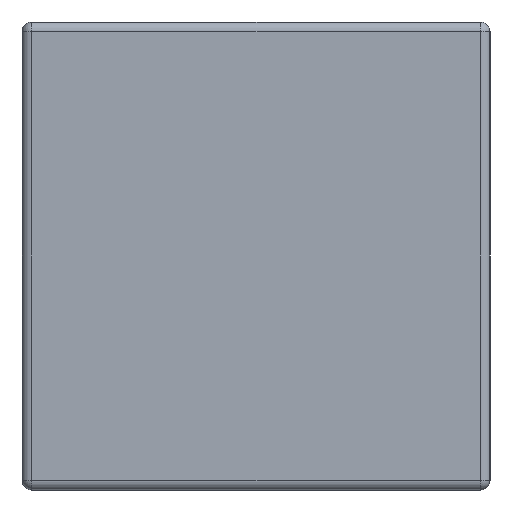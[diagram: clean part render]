
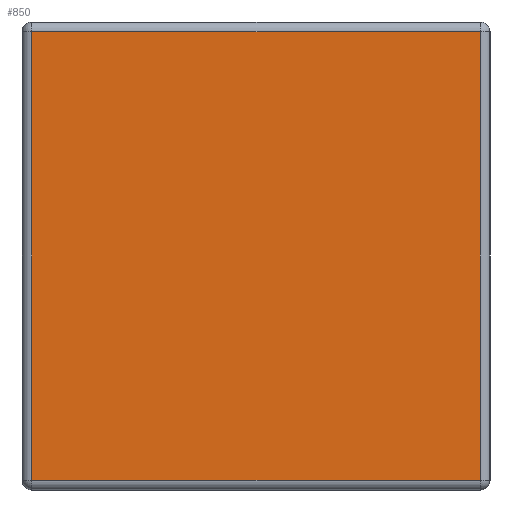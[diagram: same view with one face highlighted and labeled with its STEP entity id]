
A CAD part, left-side view. The second image highlights one B-rep face of the part: STEP entity #850.
In plain terms, the highlighted planar face has unit normal (-1, 0, 0).
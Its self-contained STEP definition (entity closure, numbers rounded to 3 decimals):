
#850=ADVANCED_FACE('NONE',(#851),#885,.T.);
#851=FACE_BOUND('NONE',#852,.T.);
#852=EDGE_LOOP('',(#853,#863,#871,#879));
#853=ORIENTED_EDGE('',*,*,#854,.T.);
#854=EDGE_CURVE('NONE',#855,#857,#859,.T.);
#855=VERTEX_POINT('NONE',#856);
#856=CARTESIAN_POINT('',(0.0,0.539,-0.539));
#857=VERTEX_POINT('NONE',#858);
#858=CARTESIAN_POINT('',(0.0,0.011,-0.539));
#859=LINE('',#860,#861);
#860=CARTESIAN_POINT('',(0.0,0.0,-0.539));
#861=VECTOR('',#862,1.0);
#862=DIRECTION('',(0.0,-1.0,0.0));
#863=ORIENTED_EDGE('',*,*,#864,.T.);
#864=EDGE_CURVE('NONE',#857,#865,#867,.T.);
#865=VERTEX_POINT('NONE',#866);
#866=CARTESIAN_POINT('',(0.0,0.011,-0.011));
#867=LINE('',#868,#869);
#868=CARTESIAN_POINT('',(0.0,0.011,0.0));
#869=VECTOR('',#870,1.0);
#870=DIRECTION('',(0.0,0.0,1.0));
#871=ORIENTED_EDGE('',*,*,#872,.T.);
#872=EDGE_CURVE('NONE',#865,#873,#875,.T.);
#873=VERTEX_POINT('NONE',#874);
#874=CARTESIAN_POINT('',(0.0,0.539,-0.011));
#875=LINE('',#876,#877);
#876=CARTESIAN_POINT('',(0.0,0.55,-0.011));
#877=VECTOR('',#878,1.0);
#878=DIRECTION('',(0.0,1.0,0.0));
#879=ORIENTED_EDGE('',*,*,#880,.T.);
#880=EDGE_CURVE('NONE',#873,#855,#881,.T.);
#881=LINE('',#882,#883);
#882=CARTESIAN_POINT('',(0.0,0.539,-0.55));
#883=VECTOR('',#884,1.0);
#884=DIRECTION('',(0.0,0.0,-1.0));
#885=PLANE('',#886);
#886=AXIS2_PLACEMENT_3D('',#887,#888,#889);
#887=CARTESIAN_POINT('',(0.0,0.0,0.0));
#888=DIRECTION('',(-1.0,0.0,0.0));
#889=DIRECTION('',(0.0,0.0,1.0));
